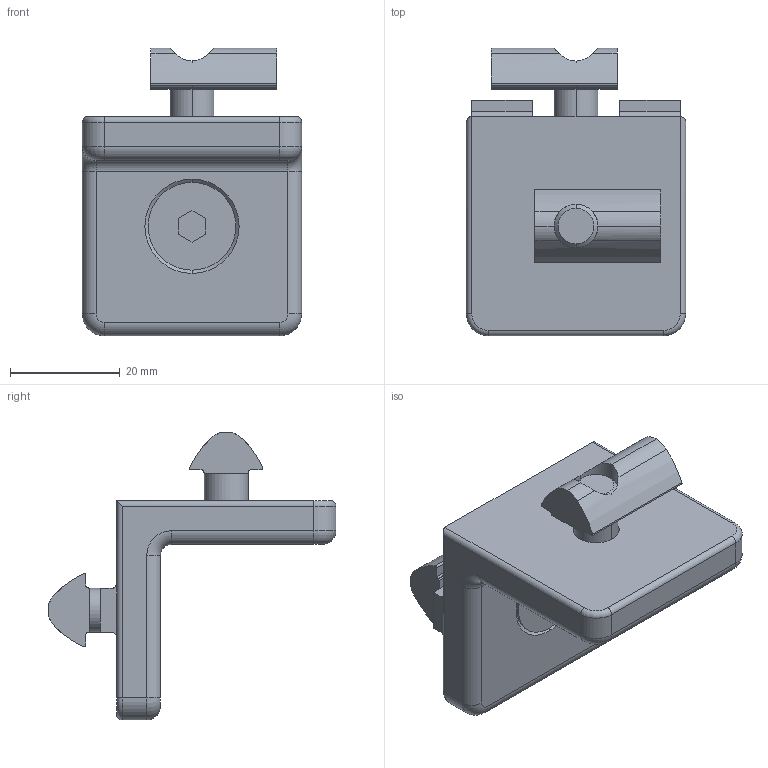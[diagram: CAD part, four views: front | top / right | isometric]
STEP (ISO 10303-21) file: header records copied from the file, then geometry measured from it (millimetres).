
FILE_DESCRIPTION(('STEP AP214'),'1');
FILE_NAME('cctmp_9A2F2A86-0EED-40AA-8ACA-FDA743EC62C9_2019_11_11_14_54_3_968..stp','2019-11-11T13:54:04',('item Industrietechnik GmbH'),('CADClick - www.CADClick.com'),'Spatial InterOp 3D',' ','unknown authorization');
FILE_SCHEMA(('AUTOMOTIVE_DESIGN'));
Length unit declared in the file: millimetre
Products named in the file (6): item_0048628_Angle Bracket V 8 40 Zn
Assembly tree (5 placements, depth 2):
  (unnamed)
    item_0048628_Angle Bracket V 8 40 Zn
    item_0048628_Angle Bracket V 8 40 Zn
    item_0048628_Angle Bracket V 8 40 Zn
    item_0048628_Angle Bracket V 8 40 Zn
    item_0048628_Angle Bracket V 8 40 Zn
Bounding box: 40 x 52.5 x 52.5 mm (x, y, z)
Volume: 26352.9 mm3; surface area: 11201.2 mm2
Topology: 5 solids, 5 shells, 135 faces, 339 edges, 212 vertices
Faces by surface type: cylinder 61, plane 52, cone 12, torus 10
Entity records: 5598 total; most frequent: CARTESIAN_POINT 1052, DIRECTION 723, ORIENTED_EDGE 678, EDGE_CURVE 339, AXIS2_PLACEMENT_3D 267, VERTEX_POINT 212, LINE 189, VECTOR 189
